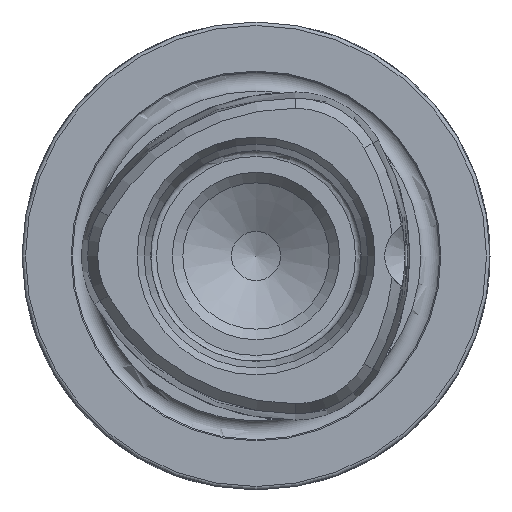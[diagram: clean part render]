
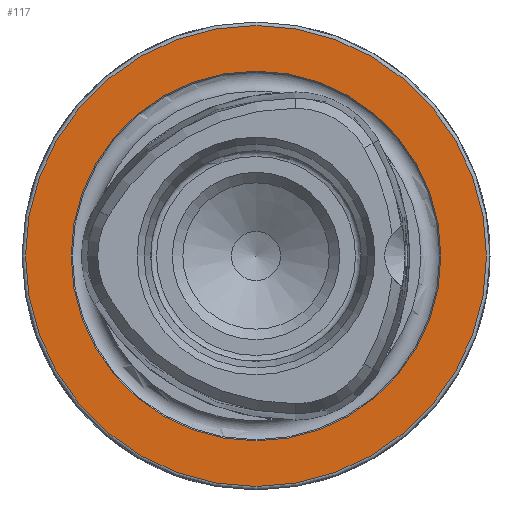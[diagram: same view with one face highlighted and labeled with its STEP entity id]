
A CAD part, left-side view. The second image highlights one B-rep face of the part: STEP entity #117.
In plain terms, the highlighted planar face has unit normal (-1, 0, 0).
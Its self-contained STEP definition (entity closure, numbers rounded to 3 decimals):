
#117 = ADVANCED_FACE ( 'NONE', ( #1198, #3180 ), #3213, .F. ) ;
#174 = CIRCLE ( 'NONE', #2057, 15.8 ) ;
#352 = VERTEX_POINT ( 'NONE', #1922 ) ;
#418 = ORIENTED_EDGE ( 'NONE', *, *, #1913, .F. ) ;
#647 = DIRECTION ( 'NONE',  ( 1., 0., 0. ) ) ;
#659 = AXIS2_PLACEMENT_3D ( 'NONE', #1958, #2228, #3210 ) ;
#701 = EDGE_LOOP ( 'NONE', ( #1836 ) ) ;
#858 = CARTESIAN_POINT ( 'NONE',  ( 0., 0., 19.7 ) ) ;
#884 = CARTESIAN_POINT ( 'NONE',  ( 0., 15.8, 0. ) ) ;
#1198 = FACE_BOUND ( 'NONE', #1227, .T. ) ;
#1227 = EDGE_LOOP ( 'NONE', ( #418 ) ) ;
#1729 = CARTESIAN_POINT ( 'NONE',  ( 0., 0., 0. ) ) ;
#1836 = ORIENTED_EDGE ( 'NONE', *, *, #2100, .T. ) ;
#1913 = EDGE_CURVE ( 'NONE', #352, #352, #174, .T. ) ;
#1922 = CARTESIAN_POINT ( 'NONE',  ( 0., 0., 15.8 ) ) ;
#1958 = CARTESIAN_POINT ( 'NONE',  ( 0., 0., 0. ) ) ;
#2057 = AXIS2_PLACEMENT_3D ( 'NONE', #1729, #2789, #3036 ) ;
#2100 = EDGE_CURVE ( 'NONE', #2924, #2924, #2945, .T. ) ;
#2228 = DIRECTION ( 'NONE',  ( -1., 0., 0. ) ) ;
#2353 = AXIS2_PLACEMENT_3D ( 'NONE', #884, #647, #2673 ) ;
#2673 = DIRECTION ( 'NONE',  ( 0., 0., -1. ) ) ;
#2789 = DIRECTION ( 'NONE',  ( -1., 0., 0. ) ) ;
#2924 = VERTEX_POINT ( 'NONE', #858 ) ;
#2945 = CIRCLE ( 'NONE', #659, 19.7 ) ;
#3036 = DIRECTION ( 'NONE',  ( 0., 0., 1. ) ) ;
#3180 = FACE_OUTER_BOUND ( 'NONE', #701, .T. ) ;
#3210 = DIRECTION ( 'NONE',  ( 0., 0., 1. ) ) ;
#3213 = PLANE ( 'NONE',  #2353 ) ;
